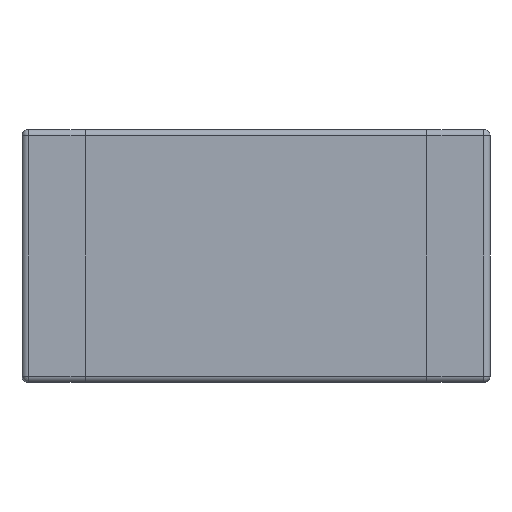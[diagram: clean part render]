
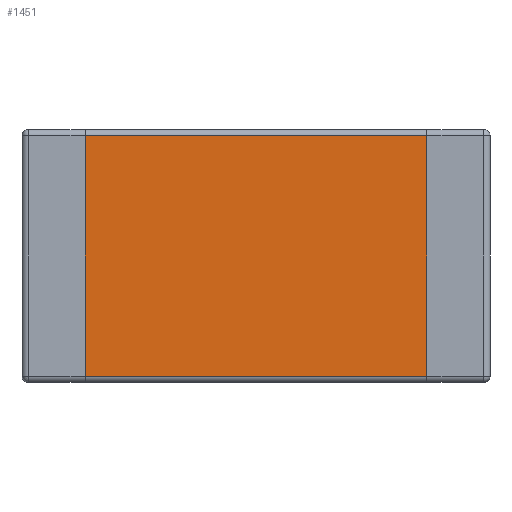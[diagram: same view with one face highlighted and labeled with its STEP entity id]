
A CAD part, front view. The second image highlights one B-rep face of the part: STEP entity #1451.
In plain terms, the highlighted planar face has unit normal (0, -1, 0).
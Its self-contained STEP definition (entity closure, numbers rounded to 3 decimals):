
#260 = CARTESIAN_POINT ( 'NONE',  ( 1.35, 0., -0.95 ) ) ;
#289 = DIRECTION ( 'NONE',  ( 0., 0., 1. ) ) ;
#290 = VECTOR ( 'NONE', #289, 1000. ) ;
#291 = CARTESIAN_POINT ( 'NONE',  ( -1.35, 0., -1. ) ) ;
#292 = LINE ( 'NONE', #291, #290 ) ;
#338 = DIRECTION ( 'NONE',  ( 0., 0., -1. ) ) ;
#339 = VECTOR ( 'NONE', #338, 1000. ) ;
#340 = CARTESIAN_POINT ( 'NONE',  ( 1.35, 0., -1. ) ) ;
#341 = LINE ( 'NONE', #340, #339 ) ;
#346 = CARTESIAN_POINT ( 'NONE',  ( -1.35, 0., -0.95 ) ) ;
#559 = CARTESIAN_POINT ( 'NONE',  ( -1.35, 0., 0.95 ) ) ;
#765 = CARTESIAN_POINT ( 'NONE',  ( 1.35, 0., 0.95 ) ) ;
#956 = DIRECTION ( 'NONE',  ( -1., 0., 0. ) ) ;
#957 = VECTOR ( 'NONE', #956, 1000. ) ;
#958 = CARTESIAN_POINT ( 'NONE',  ( -1.85, 0., 0.95 ) ) ;
#959 = LINE ( 'NONE', #958, #957 ) ;
#1007 = FACE_OUTER_BOUND ( 'NONE', #1452, .T. ) ;
#1042 = DIRECTION ( 'NONE',  ( 1., 0., 0. ) ) ;
#1043 = VECTOR ( 'NONE', #1042, 1000. ) ;
#1044 = CARTESIAN_POINT ( 'NONE',  ( 1.85, 0., -0.95 ) ) ;
#1045 = LINE ( 'NONE', #1044, #1043 ) ;
#1046 = DIRECTION ( 'NONE',  ( 0., 0., -1. ) ) ;
#1047 = DIRECTION ( 'NONE',  ( 0., -1., 0. ) ) ;
#1048 = CARTESIAN_POINT ( 'NONE',  ( 1.85, 0., -1. ) ) ;
#1049 = AXIS2_PLACEMENT_3D ( 'NONE', #1048, #1047, #1046 ) ;
#1050 = PLANE ( 'NONE',  #1049 ) ;
#1236 = VERTEX_POINT ( 'NONE', #260 ) ;
#1242 = EDGE_CURVE ( 'NONE', #1246, #1317, #292, .T. ) ;
#1246 = VERTEX_POINT ( 'NONE', #346 ) ;
#1248 = EDGE_CURVE ( 'NONE', #1383, #1236, #341, .T. ) ;
#1317 = VERTEX_POINT ( 'NONE', #559 ) ;
#1383 = VERTEX_POINT ( 'NONE', #765 ) ;
#1433 = ORIENTED_EDGE ( 'NONE', *, *, #1434, .T. ) ;
#1434 = EDGE_CURVE ( 'NONE', #1383, #1317, #959, .T. ) ;
#1451 = ADVANCED_FACE ( 'NONE', ( #1007 ), #1050, .T. ) ;
#1452 = EDGE_LOOP ( 'NONE', ( #1453, #1454, #1456, #1433 ) ) ;
#1453 = ORIENTED_EDGE ( 'NONE', *, *, #1242, .F. ) ;
#1454 = ORIENTED_EDGE ( 'NONE', *, *, #1455, .T. ) ;
#1455 = EDGE_CURVE ( 'NONE', #1246, #1236, #1045, .T. ) ;
#1456 = ORIENTED_EDGE ( 'NONE', *, *, #1248, .F. ) ;
